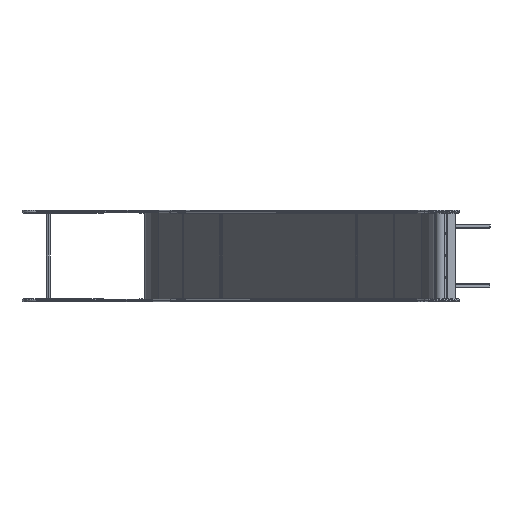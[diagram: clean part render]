
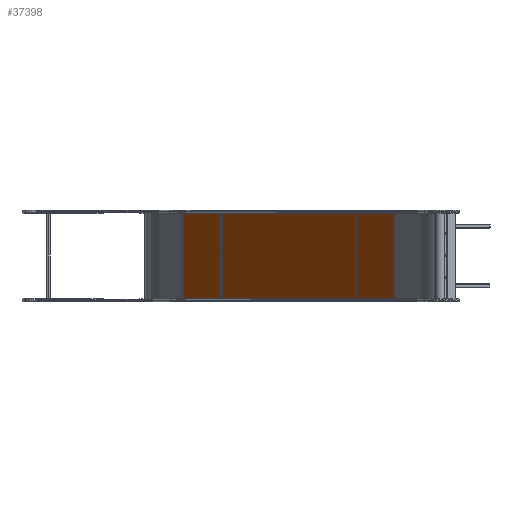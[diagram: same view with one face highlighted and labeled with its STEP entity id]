
A CAD part, left-side view. The second image highlights one B-rep face of the part: STEP entity #37398.
In plain terms, the highlighted face is planar.
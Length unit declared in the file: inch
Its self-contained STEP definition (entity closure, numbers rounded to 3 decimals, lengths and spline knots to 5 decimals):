
#1439 = VERTEX_POINT ( 'NONE', #11369 ) ;
#1511 = EDGE_CURVE ( 'NONE', #10705, #1439, #6479, .T. ) ;
#2232 = DIRECTION ( 'NONE',  ( 0., 1., 0. ) ) ;
#3692 = DIRECTION ( 'NONE',  ( 1., 0., 0. ) ) ;
#5287 = AXIS2_PLACEMENT_3D ( 'NONE', #17020, #2232, #11190 ) ;
#6479 = LINE ( 'NONE', #9992, #24379 ) ;
#7054 = DIRECTION ( 'NONE',  ( -1., 0., 0. ) ) ;
#9618 = VECTOR ( 'NONE', #7054, 39.37008 ) ;
#9992 = CARTESIAN_POINT ( 'NONE',  ( 14.8622, 0., 71.91236 ) ) ;
#10705 = VERTEX_POINT ( 'NONE', #18709 ) ;
#10991 = VERTEX_POINT ( 'NONE', #13373 ) ;
#11190 = DIRECTION ( 'NONE',  ( 0., 0., 1. ) ) ;
#11217 = ORIENTED_EDGE ( 'NONE', *, *, #31888, .T. ) ;
#11369 = CARTESIAN_POINT ( 'NONE',  ( 14.8622, 0., -71.8622 ) ) ;
#11757 = FACE_OUTER_BOUND ( 'NONE', #22934, .T. ) ;
#12884 = LINE ( 'NONE', #13265, #9618 ) ;
#13265 = CARTESIAN_POINT ( 'NONE',  ( 14.91236, 0., -71.8622 ) ) ;
#13373 = CARTESIAN_POINT ( 'NONE',  ( -14.8622, 0., 71.8622 ) ) ;
#14324 = VERTEX_POINT ( 'NONE', #22922 ) ;
#15687 = DIRECTION ( 'NONE',  ( 0., 0., 1. ) ) ;
#17020 = CARTESIAN_POINT ( 'NONE',  ( 0., 0., 0. ) ) ;
#17595 = PLANE ( 'NONE',  #5287 ) ;
#18709 = CARTESIAN_POINT ( 'NONE',  ( 14.8622, 0., 71.8622 ) ) ;
#18900 = LINE ( 'NONE', #27801, #25732 ) ;
#22922 = CARTESIAN_POINT ( 'NONE',  ( -14.8622, 0., -71.8622 ) ) ;
#22934 = EDGE_LOOP ( 'NONE', ( #11217, #29556, #24966, #36333 ) ) ;
#24231 = LINE ( 'NONE', #30838, #33682 ) ;
#24379 = VECTOR ( 'NONE', #27463, 39.37008 ) ;
#24966 = ORIENTED_EDGE ( 'NONE', *, *, #1511, .T. ) ;
#25732 = VECTOR ( 'NONE', #3692, 39.37008 ) ;
#27369 = EDGE_CURVE ( 'NONE', #1439, #14324, #12884, .T. ) ;
#27463 = DIRECTION ( 'NONE',  ( 0., 0., -1. ) ) ;
#27801 = CARTESIAN_POINT ( 'NONE',  ( -14.91236, 0., 71.8622 ) ) ;
#29556 = ORIENTED_EDGE ( 'NONE', *, *, #36457, .T. ) ;
#30838 = CARTESIAN_POINT ( 'NONE',  ( -14.8622, 0., -71.91236 ) ) ;
#31888 = EDGE_CURVE ( 'NONE', #14324, #10991, #24231, .T. ) ;
#33682 = VECTOR ( 'NONE', #15687, 39.37008 ) ;
#36333 = ORIENTED_EDGE ( 'NONE', *, *, #27369, .T. ) ;
#36457 = EDGE_CURVE ( 'NONE', #10991, #10705, #18900, .T. ) ;
#37398 = ADVANCED_FACE ( 'NONE', ( #11757 ), #17595, .T. ) ;
